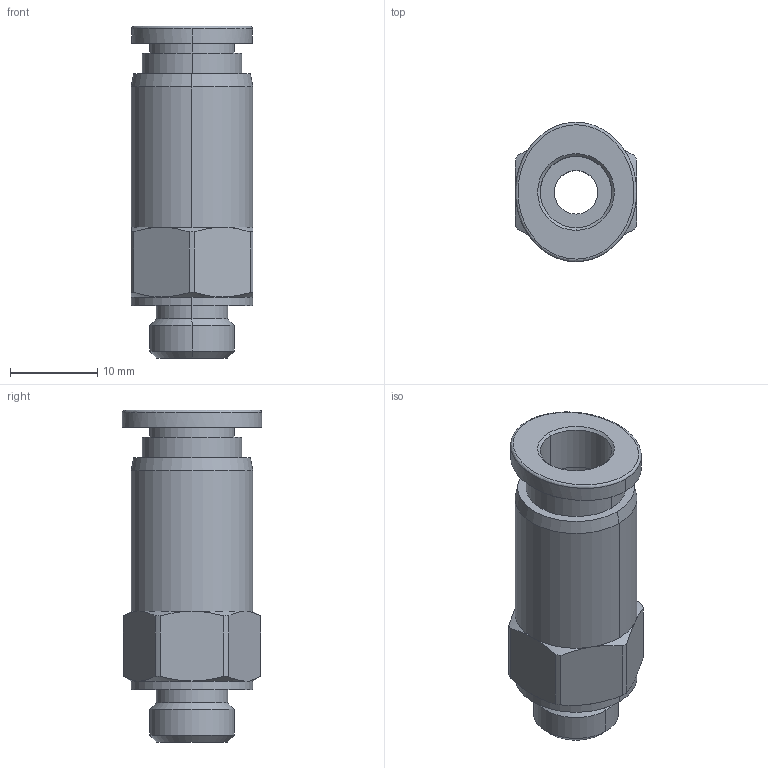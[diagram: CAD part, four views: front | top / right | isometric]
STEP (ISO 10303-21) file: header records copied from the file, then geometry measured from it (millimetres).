
FILE_DESCRIPTION((''),'2;1');
FILE_NAME('PCVC 08-G01.stp','2017-07-24T11:41:19',(''),(''),'Mechanical Desktop 2009','Mechanical Desktop 2009',', , ');
FILE_SCHEMA(('CONFIG_CONTROL_DESIGN'));
Length unit declared in the file: millimetre
Products named in the file (4): PCVC 08-G01; PART1; COLLAR-C08; ~PART1
Assembly tree (3 placements, depth 3):
  PCVC 08-G01
    PART1
    COLLAR-C08
      ~PART1
Bounding box: 14 x 16 x 38.1 mm (x, y, z)
Volume: 3866.5 mm3; surface area: 2977 mm2
Topology: 2 solids, 2 shells, 67 faces, 149 edges, 90 vertices
Faces by surface type: cylinder 24, cone 24, plane 14, bspline 3, torus 2
Entity records: 2177 total; most frequent: CARTESIAN_POINT 574, DIRECTION 336, ORIENTED_EDGE 298, EDGE_CURVE 149, AXIS2_PLACEMENT_3D 146, VERTEX_POINT 90, CIRCLE 76, EDGE_LOOP 75
